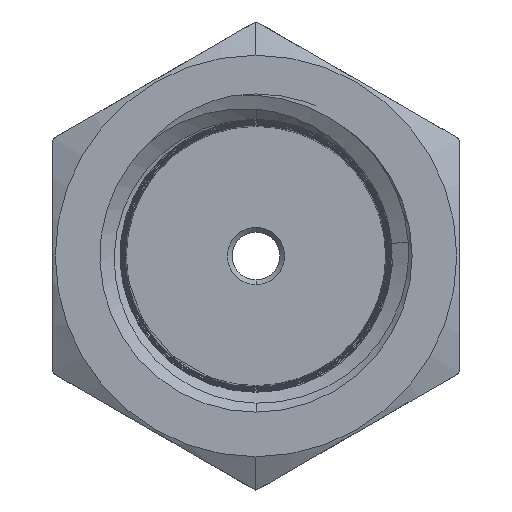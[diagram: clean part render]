
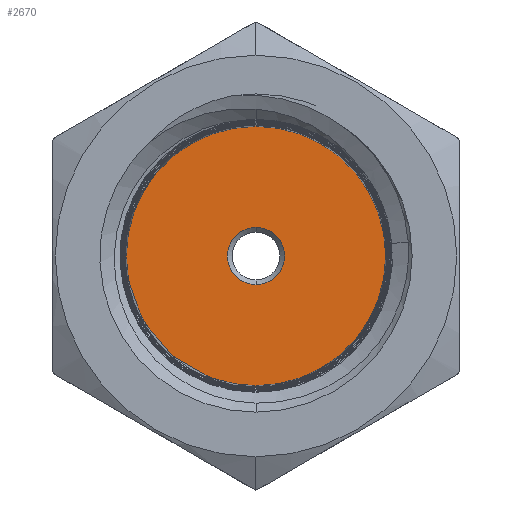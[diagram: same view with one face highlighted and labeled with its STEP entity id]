
A CAD part, front view. The second image highlights one B-rep face of the part: STEP entity #2670.
In plain terms, the highlighted planar face has unit normal (0, -1, 0).
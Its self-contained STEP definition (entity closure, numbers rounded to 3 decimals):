
#116 = EDGE_CURVE ( 'NONE', #506, #12128, #6720, .T. ) ;
#506 = VERTEX_POINT ( 'NONE', #10287 ) ;
#825 = EDGE_CURVE ( 'NONE', #2776, #10260, #8493, .T. ) ;
#856 = ORIENTED_EDGE ( 'NONE', *, *, #116, .F. ) ;
#989 = CARTESIAN_POINT ( 'NONE',  ( 0., 1.36, 0. ) ) ;
#1246 = AXIS2_PLACEMENT_3D ( 'NONE', #989, #5345, #3338 ) ;
#1248 = CIRCLE ( 'NONE', #11364, 1.2 ) ;
#2663 = DIRECTION ( 'NONE',  ( 0., -1., 0. ) ) ;
#2670 = ADVANCED_FACE ( 'NONE', ( #8357, #11532 ), #9650, .F. ) ;
#2776 = VERTEX_POINT ( 'NONE', #8618 ) ;
#2904 = EDGE_CURVE ( 'NONE', #12128, #506, #1248, .T. ) ;
#3181 = DIRECTION ( 'NONE',  ( 0., 0., -1. ) ) ;
#3338 = DIRECTION ( 'NONE',  ( 0., 0., 1. ) ) ;
#3473 = DIRECTION ( 'NONE',  ( 0., -1., 0. ) ) ;
#3702 = AXIS2_PLACEMENT_3D ( 'NONE', #10185, #2663, #11257 ) ;
#4260 = DIRECTION ( 'NONE',  ( 0., -1., 0. ) ) ;
#4604 = AXIS2_PLACEMENT_3D ( 'NONE', #7592, #4260, #3181 ) ;
#5345 = DIRECTION ( 'NONE',  ( 0., 1., 0. ) ) ;
#5973 = CARTESIAN_POINT ( 'NONE',  ( 0., 1.36, 0. ) ) ;
#6003 = ORIENTED_EDGE ( 'NONE', *, *, #2904, .F. ) ;
#6720 = CIRCLE ( 'NONE', #3702, 1.2 ) ;
#7036 = DIRECTION ( 'NONE',  ( 0., 0., -1. ) ) ;
#7592 = CARTESIAN_POINT ( 'NONE',  ( 0., 1.36, 0. ) ) ;
#7772 = EDGE_LOOP ( 'NONE', ( #856, #6003 ) ) ;
#7857 = CIRCLE ( 'NONE', #11549, 5.427 ) ;
#8357 = FACE_BOUND ( 'NONE', #7772, .T. ) ;
#8493 = CIRCLE ( 'NONE', #4604, 5.427 ) ;
#8618 = CARTESIAN_POINT ( 'NONE',  ( 0., 1.36, 5.427 ) ) ;
#8751 = CARTESIAN_POINT ( 'NONE',  ( 0., 1.36, 1.2 ) ) ;
#9130 = EDGE_CURVE ( 'NONE', #10260, #2776, #7857, .T. ) ;
#9618 = CARTESIAN_POINT ( 'NONE',  ( 0., 1.36, -5.427 ) ) ;
#9650 = PLANE ( 'NONE',  #1246 ) ;
#9727 = EDGE_LOOP ( 'NONE', ( #13084, #12594 ) ) ;
#9906 = CARTESIAN_POINT ( 'NONE',  ( 0., 1.36, 0. ) ) ;
#10185 = CARTESIAN_POINT ( 'NONE',  ( 0., 1.36, 0. ) ) ;
#10260 = VERTEX_POINT ( 'NONE', #9618 ) ;
#10287 = CARTESIAN_POINT ( 'NONE',  ( 0., 1.36, -1.2 ) ) ;
#10993 = DIRECTION ( 'NONE',  ( 0., 0., -1. ) ) ;
#11257 = DIRECTION ( 'NONE',  ( 0., 0., -1. ) ) ;
#11364 = AXIS2_PLACEMENT_3D ( 'NONE', #9906, #3473, #10993 ) ;
#11532 = FACE_OUTER_BOUND ( 'NONE', #9727, .T. ) ;
#11549 = AXIS2_PLACEMENT_3D ( 'NONE', #5973, #13412, #7036 ) ;
#12128 = VERTEX_POINT ( 'NONE', #8751 ) ;
#12594 = ORIENTED_EDGE ( 'NONE', *, *, #825, .T. ) ;
#13084 = ORIENTED_EDGE ( 'NONE', *, *, #9130, .T. ) ;
#13412 = DIRECTION ( 'NONE',  ( 0., -1., 0. ) ) ;
